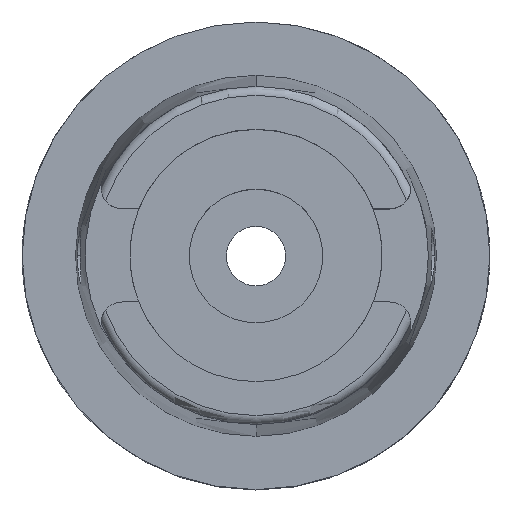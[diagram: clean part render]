
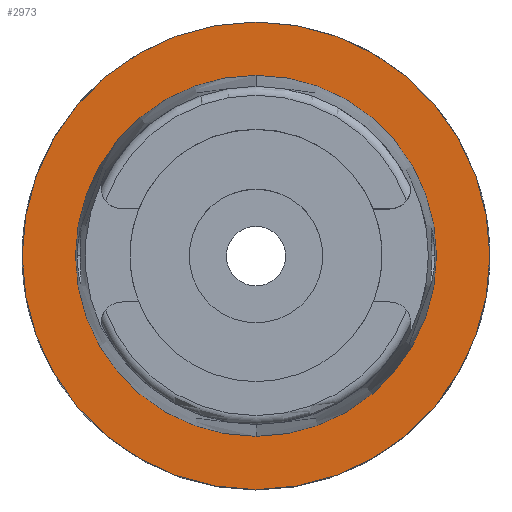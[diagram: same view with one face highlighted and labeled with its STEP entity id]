
A CAD part, top view. The second image highlights one B-rep face of the part: STEP entity #2973.
In plain terms, the highlighted planar face has unit normal (0, 0, 1).
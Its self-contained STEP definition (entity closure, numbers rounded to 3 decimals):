
#638=CARTESIAN_POINT('',(0.,0.,0.));
#639=DIRECTION('',(0.,0.,-1.));
#640=DIRECTION('',(0.,-1.,0.));
#641=AXIS2_PLACEMENT_3D('',#638,#639,#640);
#646=CARTESIAN_POINT('',(0.,0.,0.));
#647=DIRECTION('',(0.,0.,-1.));
#648=DIRECTION('',(0.,1.,0.));
#649=AXIS2_PLACEMENT_3D('',#646,#647,#648);
#654=CARTESIAN_POINT('',(0.,0.,0.));
#655=DIRECTION('',(0.,0.,1.));
#656=DIRECTION('',(0.,-1.,0.));
#657=AXIS2_PLACEMENT_3D('',#654,#655,#656);
#662=CARTESIAN_POINT('',(0.,0.,0.));
#663=DIRECTION('',(0.,0.,1.));
#664=DIRECTION('',(0.,1.,0.));
#665=AXIS2_PLACEMENT_3D('',#662,#663,#664);
#2317=CARTESIAN_POINT('',(0.,-24.315,0.));
#2318=VERTEX_POINT('',#2317);
#2319=CARTESIAN_POINT('',(0.,24.315,0.));
#2320=VERTEX_POINT('',#2319);
#2581=CARTESIAN_POINT('',(0.,31.5,0.));
#2582=VERTEX_POINT('',#2581);
#2583=CARTESIAN_POINT('',(0.,-31.5,0.));
#2584=VERTEX_POINT('',#2583);
#2958=CARTESIAN_POINT('',(0.,0.,0.));
#2959=DIRECTION('',(0.,0.,1.));
#2960=DIRECTION('',(0.,1.,0.));
#2961=AXIS2_PLACEMENT_3D('',#2958,#2959,#2960);
#2962=PLANE('',#2961);
#2964=ORIENTED_EDGE('',*,*,#2963,.T.);
#2966=ORIENTED_EDGE('',*,*,#2965,.T.);
#2967=EDGE_LOOP('',(#2964,#2966));
#2968=FACE_OUTER_BOUND('',#2967,.F.);
#2969=ORIENTED_EDGE('',*,*,#2916,.T.);
#2970=ORIENTED_EDGE('',*,*,#2705,.T.);
#2971=EDGE_LOOP('',(#2969,#2970));
#2972=FACE_BOUND('',#2971,.F.);
#642=CIRCLE('',#641,31.5);
#650=CIRCLE('',#649,31.5);
#658=CIRCLE('',#657,24.315);
#666=CIRCLE('',#665,24.315);
#2705=EDGE_CURVE('',#2320,#2318,#666,.T.);
#2916=EDGE_CURVE('',#2318,#2320,#658,.T.);
#2963=EDGE_CURVE('',#2584,#2582,#642,.T.);
#2965=EDGE_CURVE('',#2582,#2584,#650,.T.);
#2973=ADVANCED_FACE('',(#2968,#2972),#2962,.T.);
